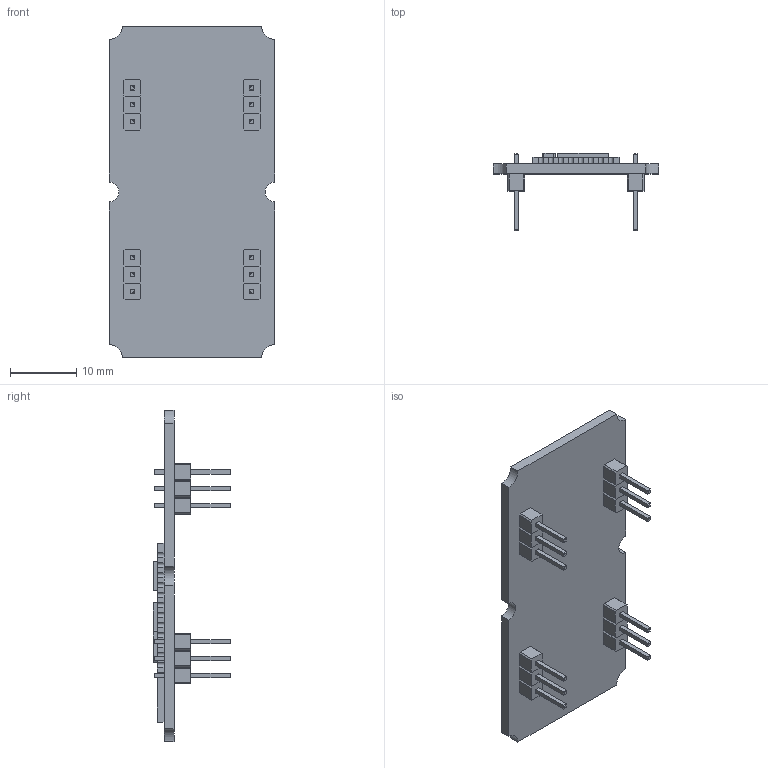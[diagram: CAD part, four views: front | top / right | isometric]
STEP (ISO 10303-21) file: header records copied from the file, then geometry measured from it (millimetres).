
FILE_DESCRIPTION (( 'STEP AP214' ), '1' );
FILE_NAME ('HC-05_Troyka.STEP', '2018-03-11T12:47:38', ( '' ), ( '' ), 'SwSTEP 2.0', 'SolidWorks 2015', '' );
FILE_SCHEMA (( 'AUTOMOTIVE_DESIGN' ));
Length unit declared in the file: millimetre
Products named in the file (4): HC-05_Troyka; HC-05_Body; HC-06; User Library-PLS-3
Assembly tree (6 placements, depth 2):
  HC-05_Troyka
    HC-05_Body
    User Library-PLS-3  x4
    HC-06
Bounding box: 25 x 11.67 x 50 mm (x, y, z)
Volume: 2486.9 mm3; surface area: 4420.8 mm2
Topology: 26 solids, 26 shells, 702 faces, 1842 edges, 1196 vertices
Faces by surface type: plane 540, cylinder 162
Entity records: 19317 total; most frequent: CARTESIAN_POINT 2561, ORIENTED_EDGE 2532, DIRECTION 2508, EDGE_CURVE 1266, LINE 942, VECTOR 942, VERTEX_POINT 836, AXIS2_PLACEMENT_3D 783
